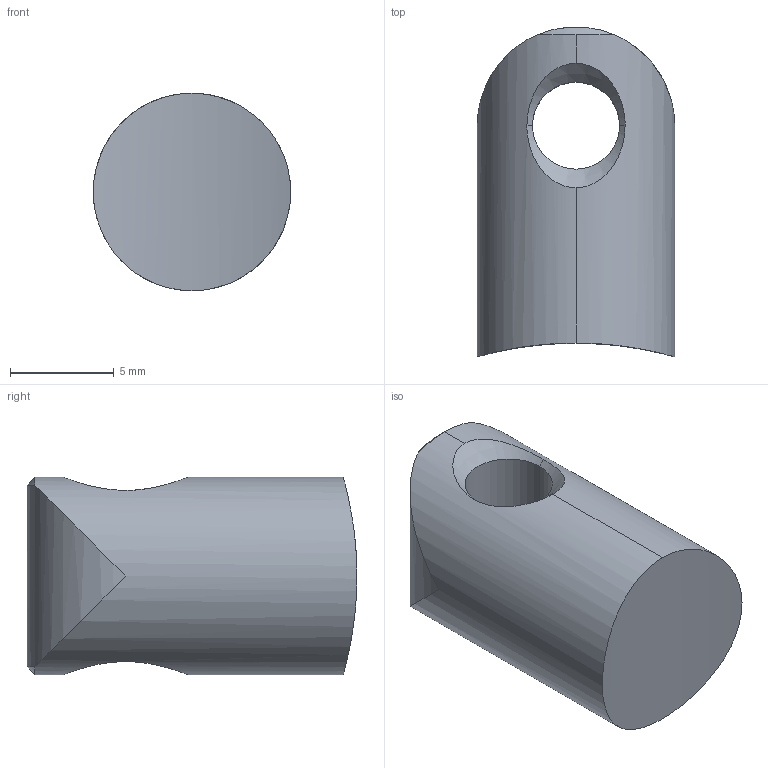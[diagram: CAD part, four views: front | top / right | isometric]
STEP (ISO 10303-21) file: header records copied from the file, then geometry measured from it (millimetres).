
FILE_DESCRIPTION (( 'STEP AP214' ), '1' );
FILE_NAME ('CS0019.STEP', '2012-09-24T18:01:31', ( '' ), ( '' ), 'SwSTEP 2.0', 'SolidWorks 2012', '' );
FILE_SCHEMA (( 'AUTOMOTIVE_DESIGN' ));
Length unit declared in the file: inch
Products named in the file (1): CS0019
Bounding box: 9.53 x 15.91 x 9.53 mm (x, y, z)
Volume: 912.3 mm3; surface area: 655.7 mm2
Topology: 1 solids, 1 shells, 13 faces, 36 edges, 23 vertices
Faces by surface type: cone 7, cylinder 6
Entity records: 653 total; most frequent: CARTESIAN_POINT 306, ORIENTED_EDGE 72, DIRECTION 55, EDGE_CURVE 36, VERTEX_POINT 23, AXIS2_PLACEMENT_3D 22, ADVANCED_FACE 13, FACE_OUTER_BOUND 13
